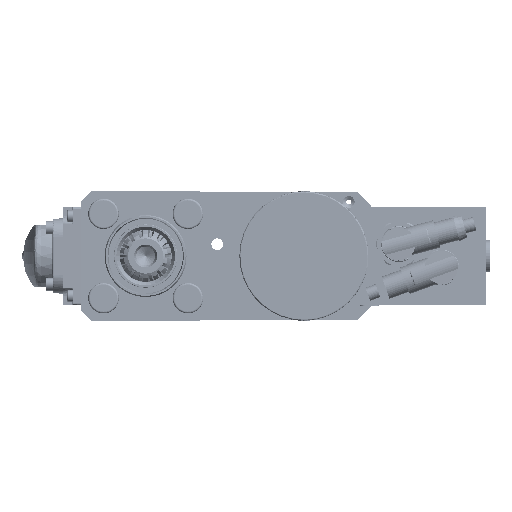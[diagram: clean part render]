
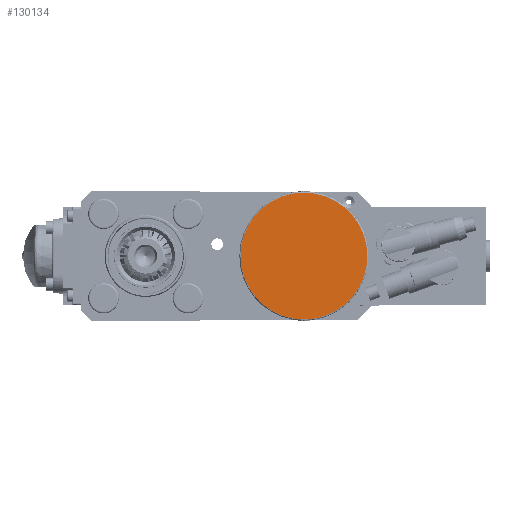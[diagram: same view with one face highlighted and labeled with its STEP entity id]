
A CAD part, left-side view. The second image highlights one B-rep face of the part: STEP entity #130134.
In plain terms, the highlighted planar face has unit normal (-1, 0, 0).
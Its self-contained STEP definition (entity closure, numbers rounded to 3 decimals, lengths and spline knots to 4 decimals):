
#7974=PLANE('',#142929);
#35830=FACE_OUTER_BOUND('',#42934,.T.);
#42934=EDGE_LOOP('',(#118391,#118392));
#49026=CIRCLE('',#142926,2.7);
#49028=CIRCLE('',#142928,2.7);
#61578=VERTEX_POINT('',#274688);
#61579=VERTEX_POINT('',#274689);
#80541=EDGE_CURVE('',#61578,#61579,#49026,.T.);
#80543=EDGE_CURVE('',#61579,#61578,#49028,.T.);
#118391=ORIENTED_EDGE('',*,*,#80541,.F.);
#118392=ORIENTED_EDGE('',*,*,#80543,.F.);
#130134=ADVANCED_FACE('',(#35830),#7974,.T.);
#142926=AXIS2_PLACEMENT_3D('',#274690,#178281,#178282);
#142928=AXIS2_PLACEMENT_3D('',#274692,#178285,#178286);
#142929=AXIS2_PLACEMENT_3D('',#274693,#178287,#178288);
#178281=DIRECTION('center_axis',(1.,0.,0.));
#178282=DIRECTION('ref_axis',(0.,0.,
1.));
#178285=DIRECTION('center_axis',(1.,0.,0.));
#178286=DIRECTION('ref_axis',(0.,0.,
1.));
#178287=DIRECTION('center_axis',(-1.,0.,0.));
#178288=DIRECTION('ref_axis',(0.,0.,
1.));
#274688=CARTESIAN_POINT('',(15.3,-6.7031,2.6997));
#274689=CARTESIAN_POINT('',(15.3,-6.7769,-2.6997));
#274690=CARTESIAN_POINT('Origin',(15.3,-6.74,0.));
#274692=CARTESIAN_POINT('Origin',(15.3,-6.74,0.));
#274693=CARTESIAN_POINT('Origin',(15.3,-6.74,0.));
